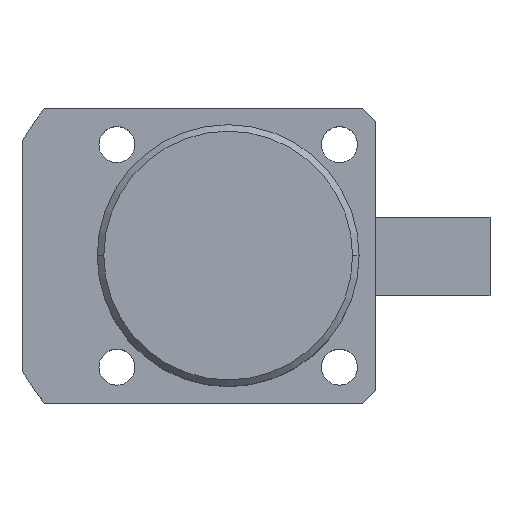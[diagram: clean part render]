
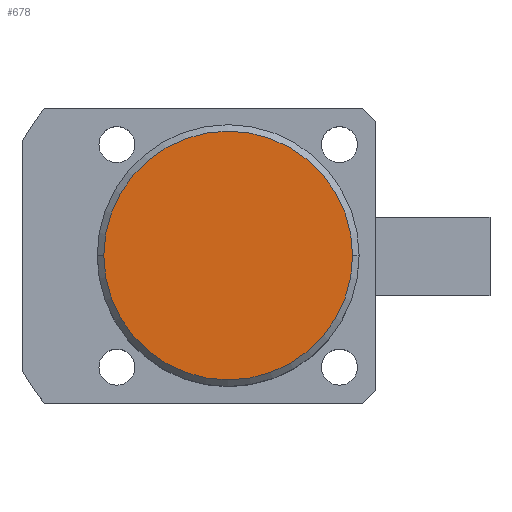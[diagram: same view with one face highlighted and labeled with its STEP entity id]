
A CAD part, top view. The second image highlights one B-rep face of the part: STEP entity #678.
In plain terms, the highlighted planar face has unit normal (0, 0, 1).
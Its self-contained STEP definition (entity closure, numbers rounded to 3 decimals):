
#678 = ADVANCED_FACE ( 'NONE', ( #5461 ), #1782, .T. ) ;
#1017 = CIRCLE ( 'NONE', #7756, 19. ) ;
#1782 = PLANE ( 'NONE',  #7485 ) ;
#1783 = DIRECTION ( 'NONE',  ( 1., 0., 0. ) ) ;
#1808 = CARTESIAN_POINT ( 'NONE',  ( 0., 0., 54. ) ) ;
#1815 = DIRECTION ( 'NONE',  ( 0., 0., 1. ) ) ;
#2895 = CARTESIAN_POINT ( 'NONE',  ( 0., 0., 54. ) ) ;
#2896 = DIRECTION ( 'NONE',  ( 0., 0., 1. ) ) ;
#2897 = DIRECTION ( 'NONE',  ( 1., 0., 0. ) ) ;
#3670 = EDGE_LOOP ( 'NONE', ( #8445, #8446 ) ) ;
#4185 = CIRCLE ( 'NONE', #7716, 19. ) ;
#4689 = CARTESIAN_POINT ( 'NONE',  ( -19., 0., 54. ) ) ;
#4711 = CARTESIAN_POINT ( 'NONE',  ( 19., 0., 54. ) ) ;
#5461 = FACE_OUTER_BOUND ( 'NONE', #3670, .T. ) ;
#5926 = VERTEX_POINT ( 'NONE', #4689 ) ;
#5948 = VERTEX_POINT ( 'NONE', #4711 ) ;
#6924 = EDGE_CURVE ( 'NONE', #5948, #5926, #4185, .T. ) ;
#7064 = EDGE_CURVE ( 'NONE', #5926, #5948, #1017, .T. ) ;
#7485 = AXIS2_PLACEMENT_3D ( 'NONE', #1808, #1815, #1783 ) ;
#7716 = AXIS2_PLACEMENT_3D ( 'NONE', #8616, #8617, #8618 ) ;
#7756 = AXIS2_PLACEMENT_3D ( 'NONE', #2895, #2896, #2897 ) ;
#8445 = ORIENTED_EDGE ( 'NONE', *, *, #7064, .T. ) ;
#8446 = ORIENTED_EDGE ( 'NONE', *, *, #6924, .T. ) ;
#8616 = CARTESIAN_POINT ( 'NONE',  ( 0., 0., 54. ) ) ;
#8617 = DIRECTION ( 'NONE',  ( 0., 0., 1. ) ) ;
#8618 = DIRECTION ( 'NONE',  ( 1., 0., 0. ) ) ;
